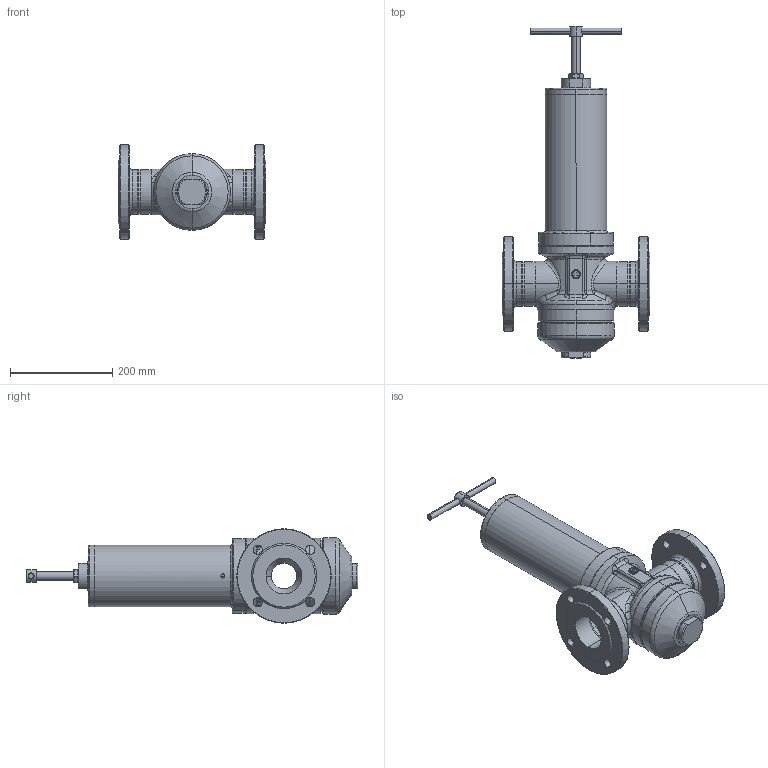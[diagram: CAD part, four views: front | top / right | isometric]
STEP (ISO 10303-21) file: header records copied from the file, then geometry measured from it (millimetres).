
FILE_DESCRIPTION (( 'STEP AP203' ), '1' );
FILE_NAME ('Typ_71-BG_IIIB-D065G-D065G.STEP', '2021-10-25T04:59:32', ( '' ), ( '' ), 'SwSTEP 2.0', 'SolidWorks 2016', '' );
FILE_SCHEMA (( 'CONFIG_CONTROL_DESIGN' ));
Length unit declared in the file: millimetre
Products named in the file (1): Typ_71-BG_IIIB-D065G-D065G
Bounding box: 290 x 650.52 x 185 mm (x, y, z)
Volume: 3125706.9 mm3; surface area: 719750.3 mm2
Topology: 11 solids, 11 shells, 538 faces, 1239 edges, 734 vertices
Faces by surface type: cylinder 161, cone 140, plane 100, torus 83, bspline 54
Entity records: 19985 total; most frequent: CARTESIAN_POINT 7919, DIRECTION 2615, ORIENTED_EDGE 2454, EDGE_CURVE 1227, AXIS2_PLACEMENT_3D 1137, VERTEX_POINT 734, CIRCLE 652, EDGE_LOOP 605
